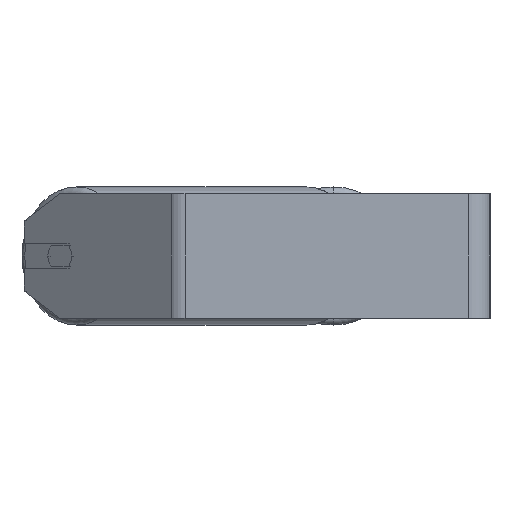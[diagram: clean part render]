
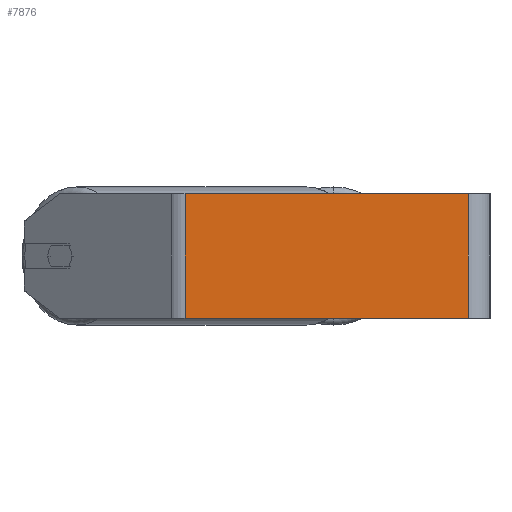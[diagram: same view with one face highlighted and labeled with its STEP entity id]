
A CAD part, left-side view. The second image highlights one B-rep face of the part: STEP entity #7876.
In plain terms, the highlighted planar face has unit normal (-1, 0, 0).
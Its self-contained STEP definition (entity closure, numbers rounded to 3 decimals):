
#26 = DIRECTION ( 'NONE',  ( 1., 0., 0. ) ) ;
#272 = CARTESIAN_POINT ( 'NONE',  ( -415., 201.435, 40. ) ) ;
#794 = CARTESIAN_POINT ( 'NONE',  ( -415., 196.339, -40. ) ) ;
#869 = PLANE ( 'NONE',  #1543 ) ;
#1543 = AXIS2_PLACEMENT_3D ( 'NONE', #5384, #26, #2726 ) ;
#1588 = DIRECTION ( 'NONE',  ( 0., -1., 0. ) ) ;
#1744 = CARTESIAN_POINT ( 'NONE',  ( -415., 196.339, 40. ) ) ;
#2116 = VECTOR ( 'NONE', #8035, 1000. ) ;
#2455 = ORIENTED_EDGE ( 'NONE', *, *, #6594, .F. ) ;
#2630 = LINE ( 'NONE', #5334, #2116 ) ;
#2642 = ORIENTED_EDGE ( 'NONE', *, *, #8075, .T. ) ;
#2726 = DIRECTION ( 'NONE',  ( 0., 0., -1. ) ) ;
#2863 = VERTEX_POINT ( 'NONE', #794 ) ;
#2898 = EDGE_CURVE ( 'NONE', #4164, #3624, #4682, .T. ) ;
#3474 = CARTESIAN_POINT ( 'NONE',  ( -415., 14., 40. ) ) ;
#3624 = VERTEX_POINT ( 'NONE', #5527 ) ;
#3668 = CARTESIAN_POINT ( 'NONE',  ( -415., 196.339, 40. ) ) ;
#3753 = LINE ( 'NONE', #3668, #7758 ) ;
#4164 = VERTEX_POINT ( 'NONE', #1744 ) ;
#4448 = CARTESIAN_POINT ( 'NONE',  ( -415., 14., -40. ) ) ;
#4682 = LINE ( 'NONE', #272, #7838 ) ;
#4763 = FACE_OUTER_BOUND ( 'NONE', #7290, .T. ) ;
#5236 = VERTEX_POINT ( 'NONE', #4448 ) ;
#5334 = CARTESIAN_POINT ( 'NONE',  ( -415., 201.435, -40. ) ) ;
#5384 = CARTESIAN_POINT ( 'NONE',  ( -415., 201.435, 40. ) ) ;
#5527 = CARTESIAN_POINT ( 'NONE',  ( -415., 14., 40. ) ) ;
#6594 = EDGE_CURVE ( 'NONE', #3624, #5236, #6655, .T. ) ;
#6655 = LINE ( 'NONE', #3474, #7178 ) ;
#7178 = VECTOR ( 'NONE', #7413, 1000. ) ;
#7290 = EDGE_LOOP ( 'NONE', ( #2642, #2455, #7946, #8735 ) ) ;
#7413 = DIRECTION ( 'NONE',  ( 0., 0., -1. ) ) ;
#7529 = EDGE_CURVE ( 'NONE', #4164, #2863, #3753, .T. ) ;
#7758 = VECTOR ( 'NONE', #8457, 1000. ) ;
#7838 = VECTOR ( 'NONE', #1588, 1000. ) ;
#7876 = ADVANCED_FACE ( 'NONE', ( #4763 ), #869, .F. ) ;
#7946 = ORIENTED_EDGE ( 'NONE', *, *, #2898, .F. ) ;
#8035 = DIRECTION ( 'NONE',  ( 0., -1., 0. ) ) ;
#8075 = EDGE_CURVE ( 'NONE', #2863, #5236, #2630, .T. ) ;
#8457 = DIRECTION ( 'NONE',  ( 0., 0., -1. ) ) ;
#8735 = ORIENTED_EDGE ( 'NONE', *, *, #7529, .T. ) ;
